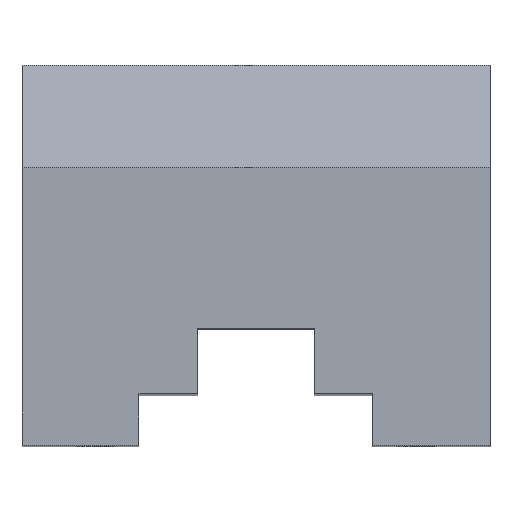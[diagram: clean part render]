
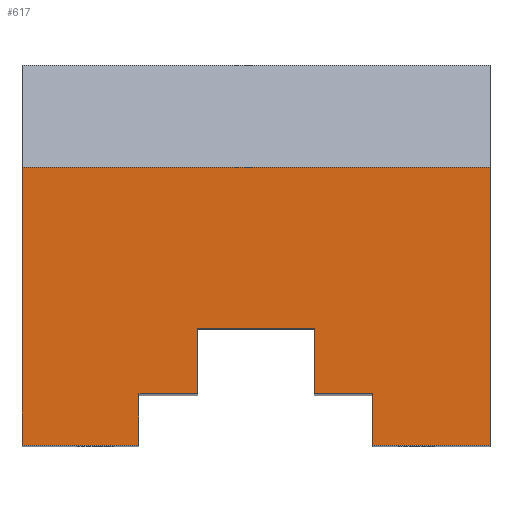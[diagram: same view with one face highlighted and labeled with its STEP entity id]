
A CAD part, top view. The second image highlights one B-rep face of the part: STEP entity #617.
In plain terms, the highlighted planar face has unit normal (0, 0, 1).
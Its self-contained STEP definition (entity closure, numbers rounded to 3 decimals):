
#41=PLANE('',#684);
#79=FACE_OUTER_BOUND('',#114,.T.);
#114=EDGE_LOOP('',(#547,#548,#549,#550,#551,#552,#553,#554,#555,#556,#557,
#558));
#154=LINE('',#948,#226);
#157=LINE('',#954,#229);
#160=LINE('',#959,#232);
#163=LINE('',#964,#235);
#167=LINE('',#972,#239);
#170=LINE('',#977,#242);
#172=LINE('',#981,#244);
#173=LINE('',#984,#245);
#189=LINE('',#1013,#261);
#190=LINE('',#1016,#262);
#191=LINE('',#1017,#263);
#192=LINE('',#1018,#264);
#226=VECTOR('',#775,10.);
#229=VECTOR('',#780,10.);
#232=VECTOR('',#785,10.);
#235=VECTOR('',#790,10.);
#239=VECTOR('',#798,10.);
#242=VECTOR('',#803,10.);
#244=VECTOR('',#807,10.);
#245=VECTOR('',#810,10.);
#261=VECTOR('',#836,10.);
#262=VECTOR('',#839,10.);
#263=VECTOR('',#840,10.);
#264=VECTOR('',#841,10.);
#314=VERTEX_POINT('',#945);
#315=VERTEX_POINT('',#947);
#316=VERTEX_POINT('',#951);
#317=VERTEX_POINT('',#953);
#318=VERTEX_POINT('',#957);
#321=VERTEX_POINT('',#970);
#322=VERTEX_POINT('',#975);
#323=VERTEX_POINT('',#979);
#324=VERTEX_POINT('',#983);
#331=VERTEX_POINT('',#1009);
#332=VERTEX_POINT('',#1011);
#333=VERTEX_POINT('',#1015);
#378=EDGE_CURVE('',#315,#314,#154,.T.);
#381=EDGE_CURVE('',#317,#316,#157,.T.);
#384=EDGE_CURVE('',#316,#318,#160,.T.);
#387=EDGE_CURVE('',#318,#315,#163,.T.);
#391=EDGE_CURVE('',#314,#321,#167,.T.);
#394=EDGE_CURVE('',#321,#322,#170,.T.);
#396=EDGE_CURVE('',#322,#323,#172,.T.);
#397=EDGE_CURVE('',#317,#324,#173,.T.);
#413=EDGE_CURVE('',#331,#332,#189,.T.);
#414=EDGE_CURVE('',#333,#323,#190,.T.);
#415=EDGE_CURVE('',#331,#333,#191,.T.);
#416=EDGE_CURVE('',#324,#332,#192,.T.);
#547=ORIENTED_EDGE('',*,*,#396,.T.);
#548=ORIENTED_EDGE('',*,*,#414,.F.);
#549=ORIENTED_EDGE('',*,*,#415,.F.);
#550=ORIENTED_EDGE('',*,*,#413,.T.);
#551=ORIENTED_EDGE('',*,*,#416,.F.);
#552=ORIENTED_EDGE('',*,*,#397,.F.);
#553=ORIENTED_EDGE('',*,*,#381,.T.);
#554=ORIENTED_EDGE('',*,*,#384,.T.);
#555=ORIENTED_EDGE('',*,*,#387,.T.);
#556=ORIENTED_EDGE('',*,*,#378,.T.);
#557=ORIENTED_EDGE('',*,*,#391,.T.);
#558=ORIENTED_EDGE('',*,*,#394,.T.);
#617=ADVANCED_FACE('',(#79),#41,.T.);
#684=AXIS2_PLACEMENT_3D('',#1014,#837,#838);
#775=DIRECTION('',(1.,0.,0.));
#780=DIRECTION('',(0.,1.,0.));
#785=DIRECTION('',(1.,0.,0.));
#790=DIRECTION('',(0.,1.,0.));
#798=DIRECTION('',(0.,-1.,0.));
#803=DIRECTION('',(1.,0.,0.));
#807=DIRECTION('',(0.,-1.,0.));
#810=DIRECTION('',(-1.,0.,0.));
#836=DIRECTION('',(-1.,0.,0.));
#837=DIRECTION('center_axis',(0.,0.,1.));
#838=DIRECTION('ref_axis',(0.,1.,0.));
#839=DIRECTION('',(-1.,0.,0.));
#840=DIRECTION('',(0.,-1.,0.));
#841=DIRECTION('',(0.,1.,0.));
#945=CARTESIAN_POINT('',(-24.,16.,0.));
#947=CARTESIAN_POINT('',(-40.,16.,0.));
#948=CARTESIAN_POINT('',(-12.,16.,0.));
#951=CARTESIAN_POINT('',(-48.,7.,0.));
#953=CARTESIAN_POINT('',(-48.,0.,0.));
#954=CARTESIAN_POINT('',(-48.,3.5,0.));
#957=CARTESIAN_POINT('',(-40.,7.,0.));
#959=CARTESIAN_POINT('',(-20.,7.,0.));
#964=CARTESIAN_POINT('',(-40.,8.,0.));
#970=CARTESIAN_POINT('',(-24.,7.,0.));
#972=CARTESIAN_POINT('',(-24.,3.5,0.));
#975=CARTESIAN_POINT('',(-16.,7.,0.));
#977=CARTESIAN_POINT('',(-8.,7.,0.));
#979=CARTESIAN_POINT('',(-16.,0.,0.));
#981=CARTESIAN_POINT('',(-16.,0.,0.));
#983=CARTESIAN_POINT('',(-64.,0.,0.));
#984=CARTESIAN_POINT('',(0.,0.,0.));
#1009=CARTESIAN_POINT('',(0.,38.,0.));
#1011=CARTESIAN_POINT('',(-64.,38.,0.));
#1013=CARTESIAN_POINT('',(0.,38.,0.));
#1014=CARTESIAN_POINT('Origin',(0.,0.,0.));
#1015=CARTESIAN_POINT('',(0.,0.,0.));
#1016=CARTESIAN_POINT('',(0.,0.,0.));
#1017=CARTESIAN_POINT('',(0.,38.,0.));
#1018=CARTESIAN_POINT('',(-64.,38.,0.));
